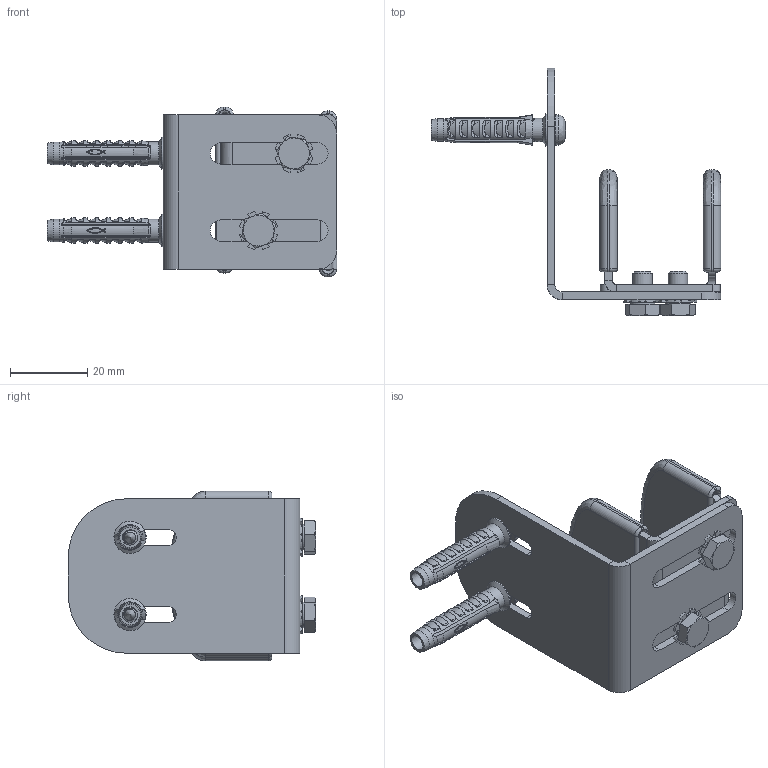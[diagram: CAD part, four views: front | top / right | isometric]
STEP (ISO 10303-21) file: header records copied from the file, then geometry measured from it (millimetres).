
FILE_DESCRIPTION(/* description */ (''),/* implementation_level */ '2;1');
FILE_NAME(/* name */ 'VAL-RD 040.00r00 Bottom guide universal.stp',/* time_stamp */ '2019-08-29T11:39:35+02:00',/* author */ ('KEVIN'),/* organization */ (''),/* preprocessor_version */ 'ST-DEVELOPER v17.2',/* originating_system */ 'Autodesk Inventor 2019',/* authorisation */ '');
FILE_SCHEMA (('AUTOMOTIVE_DESIGN { 1 0 10303 214 3 1 1 }'));
Length unit declared in the file: millimetre
Products named in the file (8): VAL-RD 040.00r00 Bottom guide universal; VAL-RD 040.01r00 - Plate 1 of bottom guide universal; DIN 933 - M5  x 8; Wall Plug D6; DIN7996 4x25 Pz; DIN 6797 - A 5,3; VAL-RD 040.02r00 - Plate 2 of bottom guide universal; BK21.0003.04000015 L=25
Assembly tree (13 placements, depth 2):
  VAL-RD 040.00r00 Bottom guide universal
    VAL-RD 040.01r00 - Plate 1 of bottom guide universal
    DIN 933 - M5  x 8  x2
    VAL-RD 040.02r00 - Plate 2 of bottom guide universal  x2
    Wall Plug D6  x2
    DIN7996 4x25 Pz  x2
    DIN 6797 - A 5,3  x2
    BK21.0003.04000015 L=25  x2
Bounding box: 75 x 64.1 x 44 mm (x, y, z)
Volume: 21607.9 mm3; surface area: 27796.7 mm2
Topology: 13 solids, 13 shells, 1076 faces, 3012 edges, 1982 vertices
Faces by surface type: plane 704, cylinder 252, cone 68, torus 26, bspline 18, sphere 8
Full cylindrical faces by diameter (mm): 2.8 x24, 4 x2, 4.134 x2, 4.567 x2, 5 x2, 5.3 x2, 5.85 x2, 6 x2, 6.7 x2, 8.349 x2
Entity records: 27333 total; most frequent: CARTESIAN_POINT 12128, DIRECTION 3239, ORIENTED_EDGE 3096, EDGE_CURVE 1548, AXIS2_PLACEMENT_3D 1312, VERTEX_POINT 1019, LINE 615, VECTOR 615
